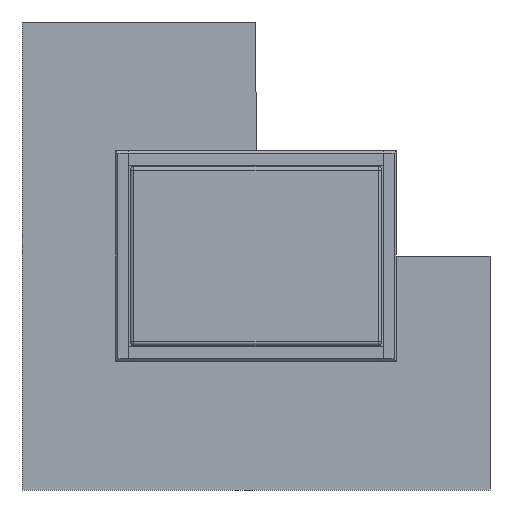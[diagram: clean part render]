
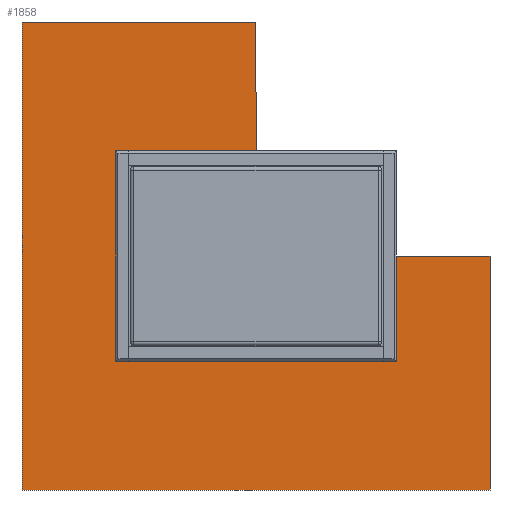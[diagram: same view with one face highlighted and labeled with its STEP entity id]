
A CAD part, front view. The second image highlights one B-rep face of the part: STEP entity #1858.
In plain terms, the highlighted planar face has unit normal (0, -1, 0).
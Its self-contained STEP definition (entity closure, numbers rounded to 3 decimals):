
#1858 = ADVANCED_FACE( '', ( #3720 ), #3721, .F. );
#3720 = FACE_OUTER_BOUND( '', #5735, .T. );
#3721 = PLANE( '', #5736 );
#5735 = EDGE_LOOP( '', ( #10893, #10894, #10895, #10896, #10897, #10898, #10899 ) );
#5736 = AXIS2_PLACEMENT_3D( '', #10900, #10901, #10902 );
#10893 = ORIENTED_EDGE( '', *, *, #13519, .T. );
#10894 = ORIENTED_EDGE( '', *, *, #13635, .T. );
#10895 = ORIENTED_EDGE( '', *, *, #13355, .T. );
#10896 = ORIENTED_EDGE( '', *, *, #12908, .T. );
#10897 = ORIENTED_EDGE( '', *, *, #13932, .T. );
#10898 = ORIENTED_EDGE( '', *, *, #14175, .T. );
#10899 = ORIENTED_EDGE( '', *, *, #13737, .T. );
#10900 = CARTESIAN_POINT( '', ( 0., 0., 0. ) );
#10901 = DIRECTION( '', ( 0., 1., 0. ) );
#10902 = DIRECTION( '', ( 0., 0., 1. ) );
#12908 = EDGE_CURVE( '', #15989, #15990, #15991, .T. );
#13355 = EDGE_CURVE( '', #16666, #15989, #16667, .T. );
#13519 = EDGE_CURVE( '', #16903, #16904, #16905, .T. );
#13635 = EDGE_CURVE( '', #16904, #16666, #17065, .T. );
#13737 = EDGE_CURVE( '', #17199, #16903, #17200, .T. );
#13932 = EDGE_CURVE( '', #15990, #17444, #17445, .T. );
#14175 = EDGE_CURVE( '', #17444, #17199, #17720, .T. );
#15989 = VERTEX_POINT( '', #20065 );
#15990 = VERTEX_POINT( '', #20066 );
#15991 = LINE( '', #20067, #20068 );
#16666 = VERTEX_POINT( '', #21110 );
#16667 = LINE( '', #21111, #21112 );
#16903 = VERTEX_POINT( '', #21466 );
#16904 = VERTEX_POINT( '', #21467 );
#16905 = CIRCLE( '', #21468, 8. );
#17065 = LINE( '', #21709, #21710 );
#17199 = VERTEX_POINT( '', #21930 );
#17200 = LINE( '', #21931, #21932 );
#17444 = VERTEX_POINT( '', #22298 );
#17445 = LINE( '', #22299, #22300 );
#17720 = LINE( '', #22735, #22736 );
#20065 = CARTESIAN_POINT( '', ( -20., 0., 20. ) );
#20066 = CARTESIAN_POINT( '', ( -20., 0., -20. ) );
#20067 = CARTESIAN_POINT( '', ( -20., 0., 20. ) );
#20068 = VECTOR( '', #24028, 1000. );
#21110 = CARTESIAN_POINT( '', ( 0., 0., 20. ) );
#21111 = CARTESIAN_POINT( '', ( 0., 0., 20. ) );
#21112 = VECTOR( '', #24461, 1000. );
#21466 = CARTESIAN_POINT( '', ( 8., 0., 0. ) );
#21467 = CARTESIAN_POINT( '', ( 0., 0., 8. ) );
#21468 = AXIS2_PLACEMENT_3D( '', #24613, #24614, #24615 );
#21709 = CARTESIAN_POINT( '', ( 0., 0., 8. ) );
#21710 = VECTOR( '', #24727, 1000. );
#21930 = CARTESIAN_POINT( '', ( 20., 0., 0. ) );
#21931 = CARTESIAN_POINT( '', ( 20., 0., 0. ) );
#21932 = VECTOR( '', #24812, 1000. );
#22298 = CARTESIAN_POINT( '', ( 20., 0., -20. ) );
#22299 = CARTESIAN_POINT( '', ( -20., 0., -20. ) );
#22300 = VECTOR( '', #24973, 1000. );
#22735 = CARTESIAN_POINT( '', ( 20., 0., -20. ) );
#22736 = VECTOR( '', #25158, 1000. );
#24028 = DIRECTION( '', ( 0., 0., -1. ) );
#24461 = DIRECTION( '', ( -1., 0., 0. ) );
#24613 = CARTESIAN_POINT( '', ( 0., 0., 0. ) );
#24614 = DIRECTION( '', ( 0., 1., 0. ) );
#24615 = DIRECTION( '', ( 1., 0., 0. ) );
#24727 = DIRECTION( '', ( 0., 0., 1. ) );
#24812 = DIRECTION( '', ( -1., 0., 0. ) );
#24973 = DIRECTION( '', ( 1., 0., 0. ) );
#25158 = DIRECTION( '', ( 0., 0., 1. ) );
